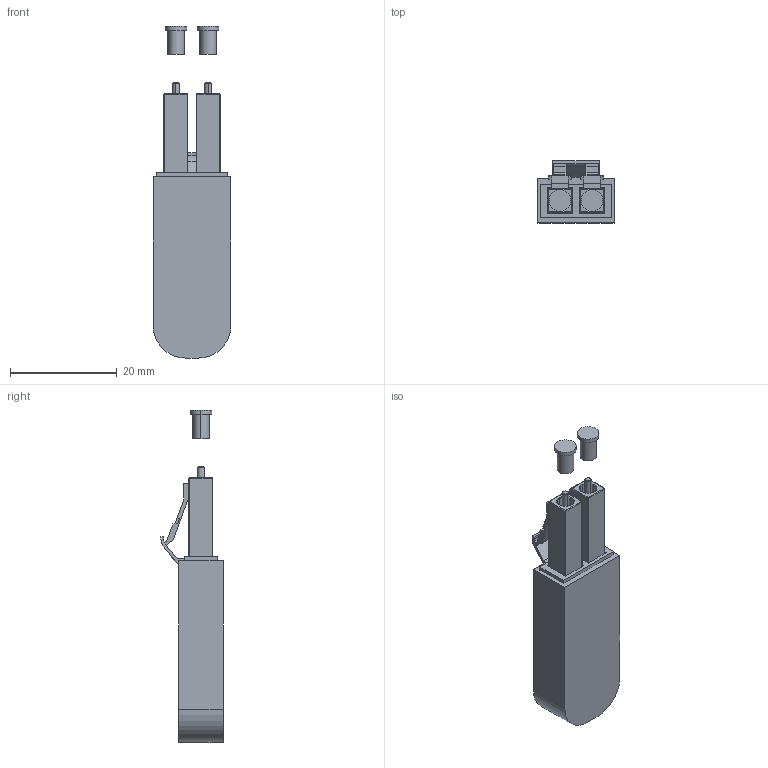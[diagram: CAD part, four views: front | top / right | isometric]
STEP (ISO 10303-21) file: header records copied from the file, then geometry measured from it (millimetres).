
FILE_DESCRIPTION (( 'STEP AP214' ), '1' );
FILE_NAME ('FOL-AT-LCUSM_3D.STEP', '2021-05-20T21:01:12', ( '' ), ( '' ), 'SwSTEP 2.0', 'SolidWorks 2020', '' );
FILE_SCHEMA (( 'AUTOMOTIVE_DESIGN' ));
Length unit declared in the file: inch
Products named in the file (5): FOL-AT-LCUSM_3D; H01-LC-MA2; CONN-LC3-220-3-MA1_WITHOU BACK CLIP; H01-LC-MA3; H01-LC-MA1
Assembly tree (6 placements, depth 2):
  FOL-AT-LCUSM_3D
    H01-LC-MA1
    H01-LC-MA2
    CONN-LC3-220-3-MA1_WITHOU BACK CLIP  x2
    H01-LC-MA3  x2
Bounding box: 14.6 x 11.66 x 62.24 mm (x, y, z)
Volume: 4154.1 mm3; surface area: 4439.3 mm2
Topology: 6 solids, 6 shells, 255 faces, 596 edges, 368 vertices
Faces by surface type: plane 146, cylinder 60, cone 28, bspline 9, sphere 8, torus 4
Entity records: 5957 total; most frequent: CARTESIAN_POINT 1367, ORIENTED_EDGE 774, DIRECTION 773, EDGE_CURVE 387, VECTOR 293, LINE 293, VERTEX_POINT 246, AXIS2_PLACEMENT_3D 240
